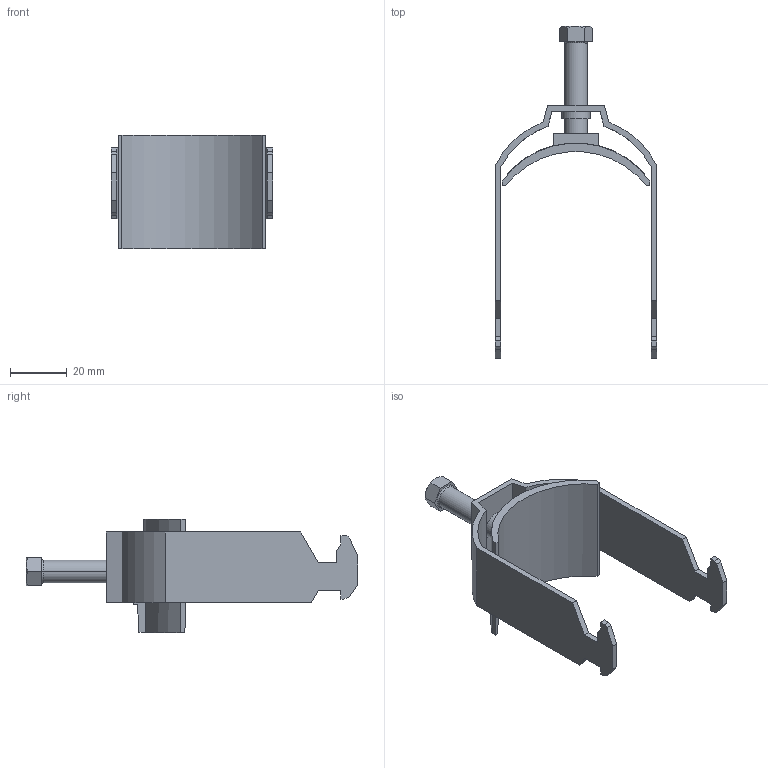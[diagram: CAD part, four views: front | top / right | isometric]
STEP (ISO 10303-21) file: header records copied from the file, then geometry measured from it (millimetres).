
FILE_DESCRIPTION (( 'STEP AP214' ), '1' );
FILE_NAME ('1186349.STEP', '2023-09-06T06:11:20', ( '' ), ( '' ), 'SwSTEP 2.0', 'SolidWorks 2022', '' );
FILE_SCHEMA (( 'AUTOMOTIVE_DESIGN' ));
Length unit declared in the file: millimetre
Products named in the file (5): EB104-09-02_Standard; EB101-00-04_Standard; 1186349; 142313_Druckschraube - M8 x 33; 157098_1Fach
Assembly tree (4 placements, depth 2):
  1186349
    157098_1Fach
    142313_Druckschraube - M8 x 33
    EB101-00-04_Standard
    EB104-09-02_Standard
Bounding box: 57 x 117.25 x 40.08 mm (x, y, z)
Volume: 18895.9 mm3; surface area: 18653.1 mm2
Topology: 4 solids, 4 shells, 281 faces, 729 edges, 478 vertices
Faces by surface type: plane 188, bspline 41, cylinder 36, cone 12, torus 4
Entity records: 11037 total; most frequent: CARTESIAN_POINT 3698, ORIENTED_EDGE 1450, DIRECTION 1223, EDGE_CURVE 725, VECTOR 513, LINE 513, VERTEX_POINT 478, AXIS2_PLACEMENT_3D 355
